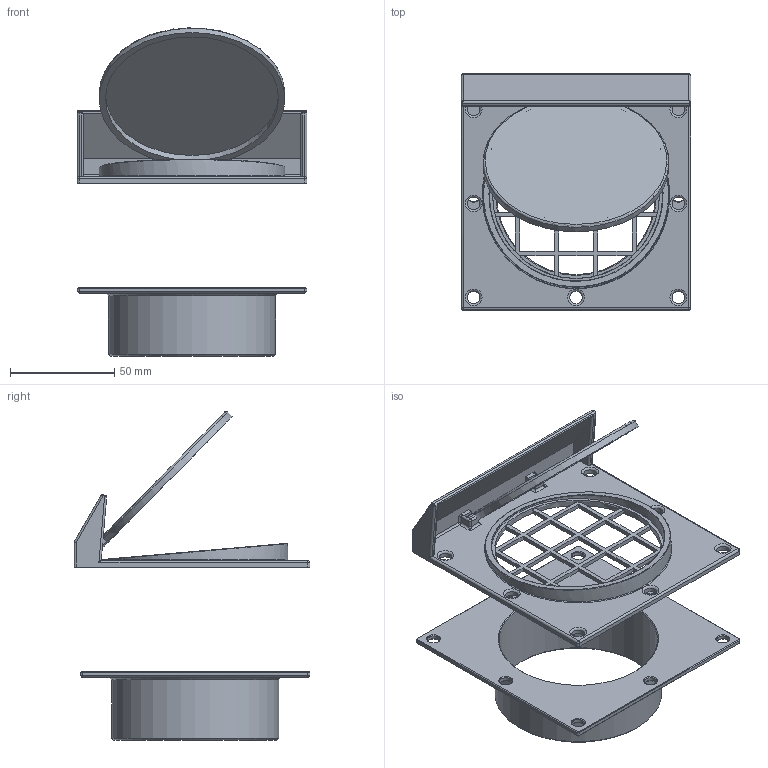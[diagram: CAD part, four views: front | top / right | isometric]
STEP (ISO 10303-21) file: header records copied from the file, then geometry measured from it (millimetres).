
FILE_DESCRIPTION(/* description */ (''),/* implementation_level */ '2;1');
FILE_NAME(/* name */ 'Damper v9.step',/* time_stamp */ '2023-04-18T21:30:58-06:00',/* author */ (''),/* organization */ (''),/* preprocessor_version */ 'ST-DEVELOPER v19.2',/* originating_system */ 'Autodesk Translation Framework v12.4.0.73',/* authorisation */ '');
FILE_SCHEMA (('AUTOMOTIVE_DESIGN { 1 0 10303 214 3 1 1 }'));
Length unit declared in the file: millimetre
Products named in the file (3): Damper; Base; Flapper
Assembly tree (2 placements, depth 2):
  Damper
    Base
    Flapper
Bounding box: 110 x 113 x 157.45 mm (x, y, z)
Volume: 82919.7 mm3; surface area: 77602.8 mm2
Topology: 3 solids, 3 shells, 269 faces, 710 edges, 421 vertices
Faces by surface type: plane 140, cylinder 69, cone 28, bspline 12, torus 12, sphere 8
Full cylindrical faces by diameter (mm): 3 x1, 6 x15, 76 x1, 80 x2, 83 x1, 89 x1
Entity records: 9111 total; most frequent: CARTESIAN_POINT 2259, DIRECTION 1414, ORIENTED_EDGE 1404, EDGE_CURVE 702, AXIS2_PLACEMENT_3D 475, LINE 464, VECTOR 464, VERTEX_POINT 421
